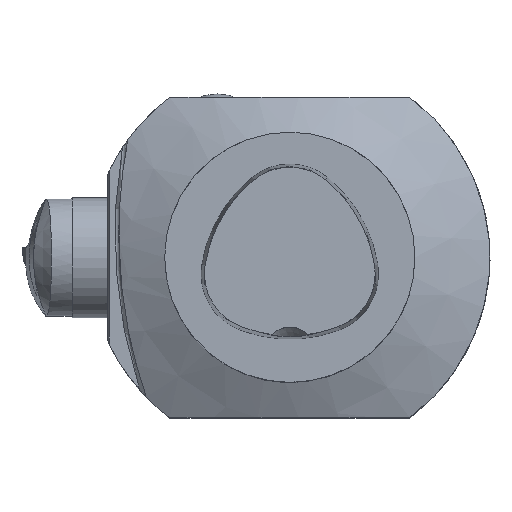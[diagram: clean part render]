
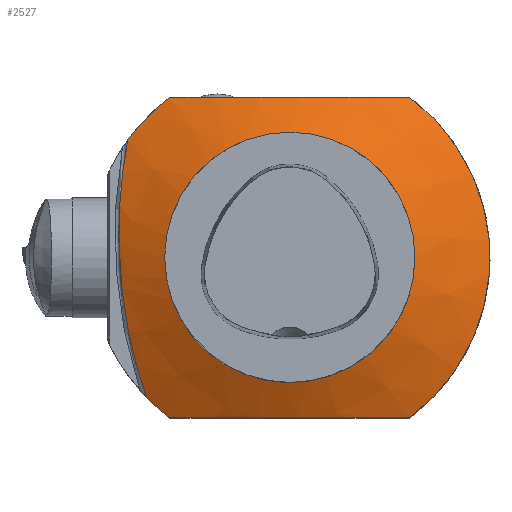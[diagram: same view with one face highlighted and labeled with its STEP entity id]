
A CAD part, top view. The second image highlights one B-rep face of the part: STEP entity #2527.
In plain terms, the highlighted conical face has half-angle 64 degrees and reference radius 39.992 mm.
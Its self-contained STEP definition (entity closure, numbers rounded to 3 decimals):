
#2392=CONICAL_SURFACE('',#7264,39.993,64.);
#2426=B_SPLINE_CURVE_WITH_KNOTS('',3,(#9686,#9687,#9688,#9689,#9690,#9691),
 .UNSPECIFIED.,.F.,.F.,(4,2,4),(0.,0.5,1.),.UNSPECIFIED.);
#2427=B_SPLINE_CURVE_WITH_KNOTS('',3,(#9695,#9696,#9697,#9698,#9699,#9700,
#9701,#9702),.UNSPECIFIED.,.F.,.F.,(4,2,2,4),(0.,0.5,0.75,1.),.UNSPECIFIED.);
#2428=B_SPLINE_CURVE_WITH_KNOTS('',3,(#9706,#9707,#9708,#9709,#9710,#9711,
#9712,#9713),.UNSPECIFIED.,.F.,.F.,(4,2,2,4),(0.,0.5,0.75,1.),.UNSPECIFIED.);
#2527=ADVANCED_FACE('',(#2939,#2940),#2392,.T.);
#2939=FACE_BOUND('',#3032,.T.);
#2940=FACE_BOUND('',#3033,.T.);
#3032=EDGE_LOOP('',(#3456));
#3033=EDGE_LOOP('',(#3457,#3458,#3459,#3460,#3461,#3462));
#3456=ORIENTED_EDGE('',*,*,#6102,.F.);
#3457=ORIENTED_EDGE('',*,*,#6103,.T.);
#3458=ORIENTED_EDGE('',*,*,#6104,.F.);
#3459=ORIENTED_EDGE('',*,*,#6105,.T.);
#3460=ORIENTED_EDGE('',*,*,#6106,.F.);
#3461=ORIENTED_EDGE('',*,*,#6107,.T.);
#3462=ORIENTED_EDGE('',*,*,#6108,.T.);
#5436=VERTEX_POINT('',#9682);
#5437=VERTEX_POINT('',#9684);
#5438=VERTEX_POINT('',#9685);
#5439=VERTEX_POINT('',#9692);
#5440=VERTEX_POINT('',#9694);
#5441=VERTEX_POINT('',#9703);
#5442=VERTEX_POINT('',#9705);
#6102=EDGE_CURVE('',#5436,#5436,#7092,.T.);
#6103=EDGE_CURVE('',#5437,#5438,#7093,.T.);
#6104=EDGE_CURVE('',#5439,#5438,#2426,.T.);
#6105=EDGE_CURVE('',#5439,#5440,#7094,.T.);
#6106=EDGE_CURVE('',#5441,#5440,#2427,.T.);
#6107=EDGE_CURVE('',#5441,#5442,#7095,.T.);
#6108=EDGE_CURVE('',#5442,#5437,#2428,.T.);
#7092=CIRCLE('',#7260,25.);
#7093=CIRCLE('',#7261,40.);
#7094=CIRCLE('',#7262,40.);
#7095=CIRCLE('',#7263,40.);
#7260=AXIS2_PLACEMENT_3D('',#9681,#7837,#7838);
#7261=AXIS2_PLACEMENT_3D('',#9683,#7839,#7840);
#7262=AXIS2_PLACEMENT_3D('',#9693,#7841,#7842);
#7263=AXIS2_PLACEMENT_3D('',#9704,#7843,#7844);
#7264=AXIS2_PLACEMENT_3D('',#9714,#7845,#7846);
#7837=DIRECTION('',(0.,0.,1.));
#7838=DIRECTION('',(-1.,0.,0.));
#7839=DIRECTION('',(0.,0.,1.));
#7840=DIRECTION('',(-1.,0.,0.));
#7841=DIRECTION('',(0.,0.,1.));
#7842=DIRECTION('',(-1.,0.,0.));
#7843=DIRECTION('',(0.,0.,1.));
#7844=DIRECTION('',(-1.,0.,0.));
#7845=DIRECTION('',(0.,0.,-1.));
#7846=DIRECTION('',(1.,0.,0.));
#9681=CARTESIAN_POINT('',(0.,0.,-22.688));
#9682=CARTESIAN_POINT('',(-25.,0.,-22.688));
#9683=CARTESIAN_POINT('',(0.,0.,-30.004));
#9684=CARTESIAN_POINT('',(-23.992,32.006,-30.));
#9685=CARTESIAN_POINT('',(-32.366,23.492,-30.));
#9686=CARTESIAN_POINT('',(-28.67,-27.882,-30.));
#9687=CARTESIAN_POINT('',(-31.488,-19.717,-28.209));
#9688=CARTESIAN_POINT('',(-33.244,-11.27,-27.066));
#9689=CARTESIAN_POINT('',(-34.516,6.321,-27.059));
#9690=CARTESIAN_POINT('',(-33.986,15.004,-28.208));
#9691=CARTESIAN_POINT('',(-32.366,23.492,-30.));
#9692=CARTESIAN_POINT('',(-28.676,-27.887,-30.));
#9693=CARTESIAN_POINT('',(0.,0.,-30.004));
#9694=CARTESIAN_POINT('',(-23.987,-32.,-30.));
#9695=CARTESIAN_POINT('',(23.987,-32.,-30.));
#9696=CARTESIAN_POINT('',(16.163,-32.,-27.711));
#9697=CARTESIAN_POINT('',(8.253,-32.,-26.121));
#9698=CARTESIAN_POINT('',(-3.898,-32.,-26.093));
#9699=CARTESIAN_POINT('',(-8.02,-32.,-26.479));
#9700=CARTESIAN_POINT('',(-16.079,-32.,-27.864));
#9701=CARTESIAN_POINT('',(-20.05,-32.,-28.848));
#9702=CARTESIAN_POINT('',(-23.987,-32.,-30.));
#9703=CARTESIAN_POINT('',(23.992,-32.006,-30.));
#9704=CARTESIAN_POINT('',(0.,0.,-30.004));
#9705=CARTESIAN_POINT('',(23.987,32.,-30.));
#9706=CARTESIAN_POINT('',(23.987,32.,-30.));
#9707=CARTESIAN_POINT('',(16.163,32.,-27.711));
#9708=CARTESIAN_POINT('',(8.253,32.,-26.121));
#9709=CARTESIAN_POINT('',(-3.898,32.,-26.093));
#9710=CARTESIAN_POINT('',(-8.02,32.,-26.479));
#9711=CARTESIAN_POINT('',(-16.079,32.,-27.864));
#9712=CARTESIAN_POINT('',(-20.05,32.,-28.848));
#9713=CARTESIAN_POINT('',(-23.987,32.,-30.));
#9714=CARTESIAN_POINT('',(0.,0.,-30.));
